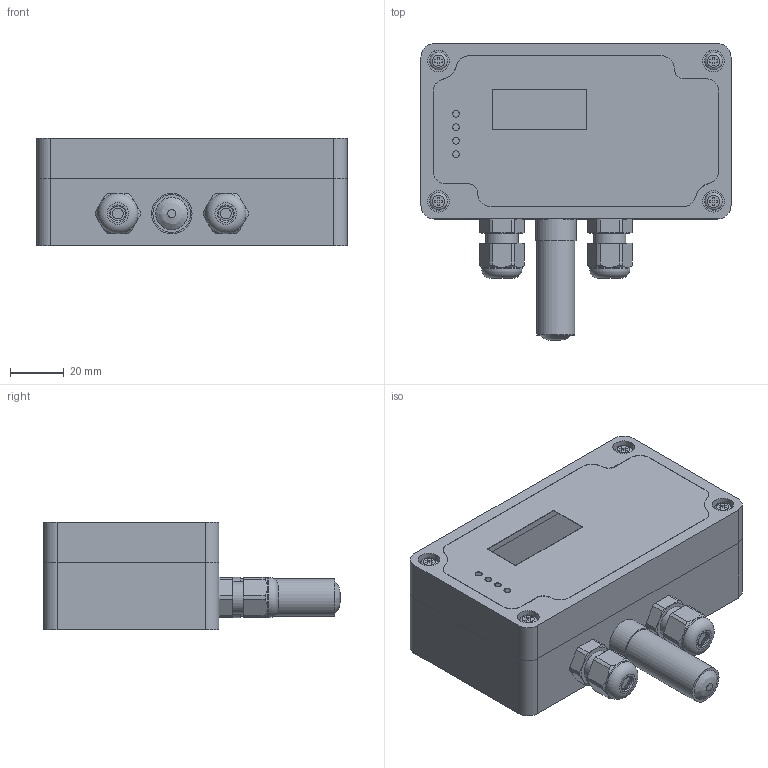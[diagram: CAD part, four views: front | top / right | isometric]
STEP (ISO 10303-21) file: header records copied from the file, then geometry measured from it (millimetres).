
FILE_DESCRIPTION(/* description */ (''),/* implementation_level */ '2;1');
FILE_NAME(/* name */ 'Mi-xxxW0xx.step',/* time_stamp */ '2021-07-20T10:35:45+02:00',/* author */ (''),/* organization */ (''),/* preprocessor_version */ 'ST-DEVELOPER v18.1',/* originating_system */ 'Autodesk Translation Framework v10.9.0.1377',/* authorisation */ '');
FILE_SCHEMA (('AUTOMOTIVE_DESIGN { 1 0 10303 214 3 1 1 }'));
Length unit declared in the file: millimetre
Products named in the file (4): Mi-xxxW0xx; M12_dlawnica; sruba_M4; Filtr_R1
Assembly tree (7 placements, depth 2):
  Mi-xxxW0xx
    M12_dlawnica  x2
    sruba_M4  x4
    Filtr_R1
Bounding box: 115 x 110 x 40 mm (x, y, z)
Volume: 89275.5 mm3; surface area: 69842.4 mm2
Topology: 10 solids, 10 shells, 355 faces, 861 edges, 560 vertices
Faces by surface type: plane 177, cylinder 129, cone 32, torus 16, bspline 1
Full cylindrical faces by diameter (mm): 2.5 x4, 4 x14, 5 x2, 5.5 x2, 6.5 x4, 8 x8, 9.957 x2, 10 x3, 12 x4, 14 x1, 15 x3
Entity records: 7369 total; most frequent: CARTESIAN_POINT 1309, DIRECTION 1302, ORIENTED_EDGE 1180, EDGE_CURVE 590, AXIS2_PLACEMENT_3D 491, VERTEX_POINT 387, LINE 320, VECTOR 320
